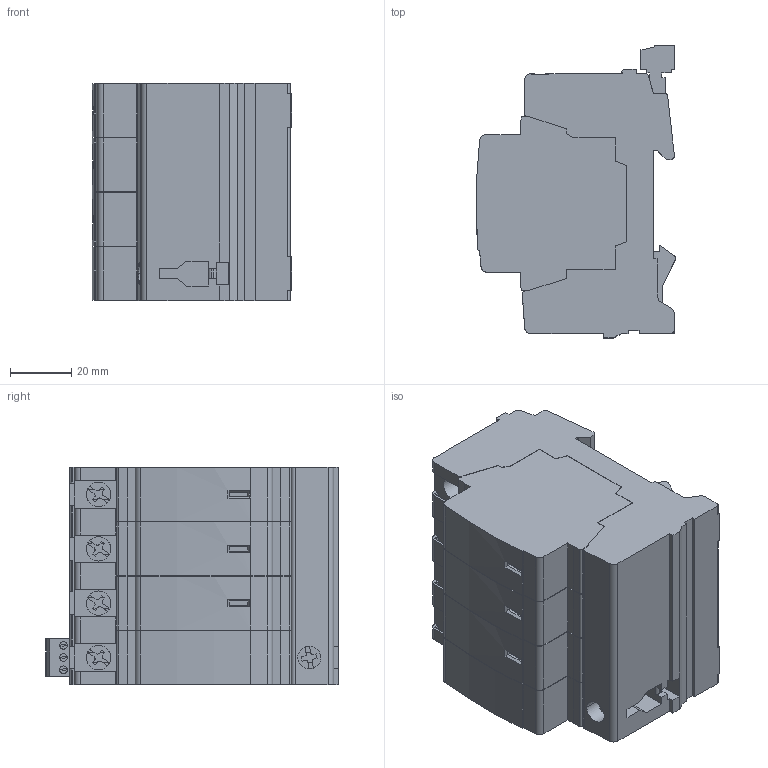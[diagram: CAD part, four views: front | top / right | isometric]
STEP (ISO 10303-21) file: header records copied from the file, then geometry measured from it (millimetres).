
FILE_DESCRIPTION((''),'2;1');
FILE_NAME('B80002106','2017-03-30T',('FRJEGUI'),(''),'CREO PARAMETRIC BY PTC INC, 2016380','CREO PARAMETRIC BY PTC INC, 2016380','');
FILE_SCHEMA(('CONFIG_CONTROL_DESIGN'));
Length unit declared in the file: millimetre
Products named in the file (1): B80002106
Bounding box: 65.27 x 95.8 x 71.2 mm (x, y, z)
Volume: 307555.7 mm3; surface area: 53174.2 mm2
Topology: 1 solids, 1 shells, 661 faces, 1913 edges, 1258 vertices
Faces by surface type: plane 556, cylinder 99, cone 6
Entity records: 21646 total; most frequent: CARTESIAN_POINT 4007, ORIENTED_EDGE 3826, DIRECTION 3457, EDGE_CURVE 1913, VECTOR 1651, LINE 1651, VERTEX_POINT 1258, AXIS2_PLACEMENT_3D 903
